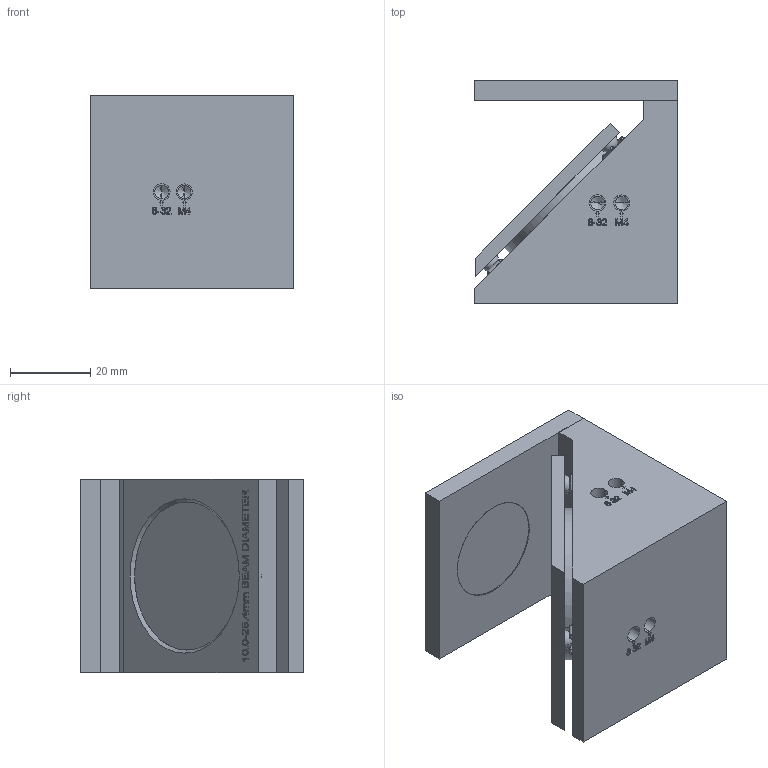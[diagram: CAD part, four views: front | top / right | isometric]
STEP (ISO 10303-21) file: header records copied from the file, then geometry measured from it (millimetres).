
FILE_DESCRIPTION (( 'STEP AP203' ), '1' );
FILE_NAME ('16651-E0W.STEP', '2019-01-21T21:21:11', ( '' ), ( '' ), 'SwSTEP 2.0', 'SolidWorks 2018', '' );
FILE_SCHEMA (( 'CONFIG_CONTROL_DESIGN' ));
Length unit declared in the file: inch
Products named in the file (1): 16651-E0W
Bounding box: 50.8 x 55.88 x 48.27 mm (x, y, z)
Volume: 77998.6 mm3; surface area: 28070.1 mm2
Topology: 19 solids, 19 shells, 1159 faces, 3011 edges, 1995 vertices
Faces by surface type: plane 568, bspline 213, cylinder 192, cone 164, torus 16, sphere 6
Entity records: 48562 total; most frequent: CARTESIAN_POINT 21633, ORIENTED_EDGE 5966, DIRECTION 4714, EDGE_CURVE 2983, VERTEX_POINT 1989, VECTOR 1868, LINE 1868, AXIS2_PLACEMENT_3D 1423
